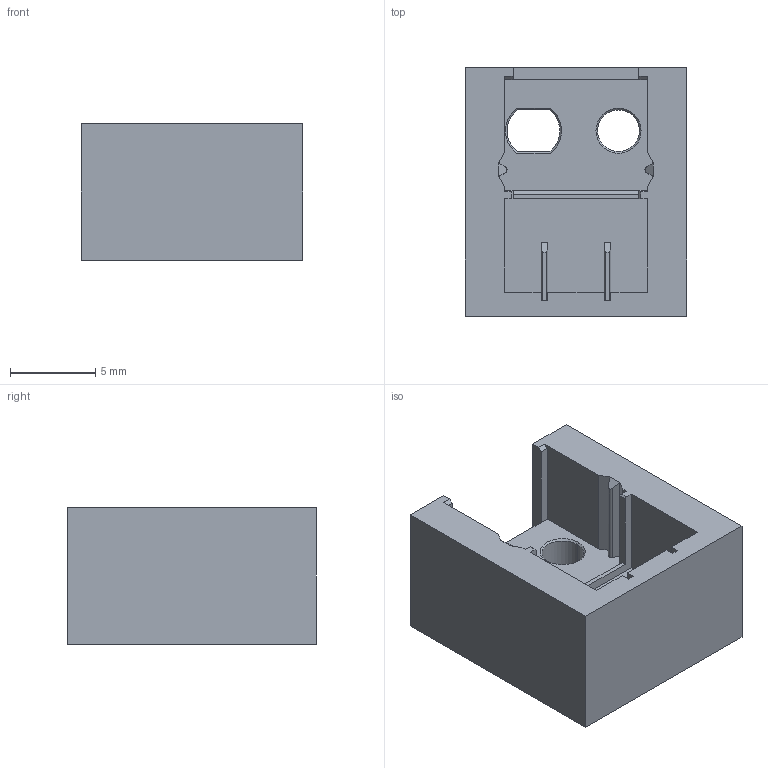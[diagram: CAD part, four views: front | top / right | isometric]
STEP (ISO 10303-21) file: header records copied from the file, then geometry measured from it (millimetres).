
FILE_DESCRIPTION (( 'STEP AP203' ), '1' );
FILE_NAME ('SPVQ8 SF NC plate.STEP', '2024-02-29T11:11:14', ( '' ), ( '' ), 'SwSTEP 2.0', 'SolidWorks 2023', '' );
FILE_SCHEMA (( 'CONFIG_CONTROL_DESIGN' ));
Length unit declared in the file: millimetre
Products named in the file (1): SPVQ8 SF NC plate
Bounding box: 13 x 14.61 x 8 mm (x, y, z)
Volume: 906.6 mm3; surface area: 1057.8 mm2
Topology: 1 solids, 1 shells, 82 faces, 221 edges, 141 vertices
Faces by surface type: plane 69, cylinder 8, cone 5
Entity records: 2600 total; most frequent: CARTESIAN_POINT 466, ORIENTED_EDGE 442, DIRECTION 398, EDGE_CURVE 221, VECTOR 196, LINE 196, VERTEX_POINT 141, AXIS2_PLACEMENT_3D 101
